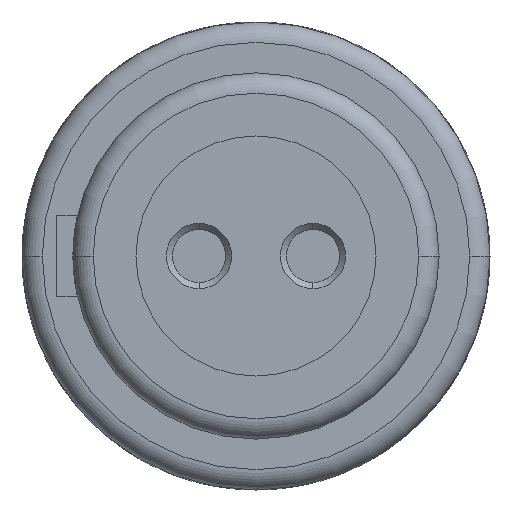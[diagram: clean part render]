
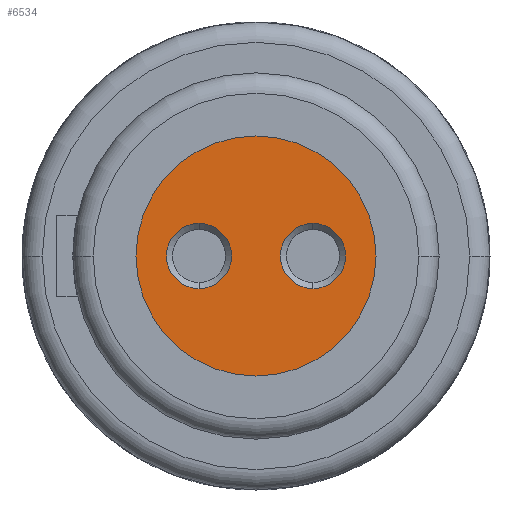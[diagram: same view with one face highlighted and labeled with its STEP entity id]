
A CAD part, left-side view. The second image highlights one B-rep face of the part: STEP entity #6534.
In plain terms, the highlighted planar face has unit normal (-1, 0, 0).
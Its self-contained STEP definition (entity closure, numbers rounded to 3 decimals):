
#3282=CARTESIAN_POINT('',(-11.6,0.,0.));
#3283=DIRECTION('',(-1.,0.,0.));
#3284=DIRECTION('',(0.,1.,0.));
#3285=AXIS2_PLACEMENT_3D('',#3282,#3283,#3284);
#3386=CARTESIAN_POINT('',(-11.6,0.,0.));
#3387=DIRECTION('',(-1.,0.,0.));
#3388=DIRECTION('',(0.,-1.,0.));
#3389=AXIS2_PLACEMENT_3D('',#3386,#3387,#3388);
#3396=CARTESIAN_POINT('',(-11.6,1.4,0.));
#3397=DIRECTION('',(1.,0.,0.));
#3398=DIRECTION('',(0.,0.,-1.));
#3399=AXIS2_PLACEMENT_3D('',#3396,#3397,#3398);
#3401=CARTESIAN_POINT('',(-11.6,1.4,0.));
#3402=DIRECTION('',(1.,0.,0.));
#3403=DIRECTION('',(0.,0.,1.));
#3404=AXIS2_PLACEMENT_3D('',#3401,#3402,#3403);
#3406=CARTESIAN_POINT('',(-11.6,-1.4,0.));
#3407=DIRECTION('',(1.,0.,0.));
#3408=DIRECTION('',(0.,0.,1.));
#3409=AXIS2_PLACEMENT_3D('',#3406,#3407,#3408);
#3411=CARTESIAN_POINT('',(-11.6,-1.4,0.));
#3412=DIRECTION('',(1.,0.,0.));
#3413=DIRECTION('',(0.,0.,-1.));
#3414=AXIS2_PLACEMENT_3D('',#3411,#3412,#3413);
#4129=CARTESIAN_POINT('',(-11.6,-2.95,0.));
#4130=CARTESIAN_POINT('',(-11.6,2.95,0.));
#4131=VERTEX_POINT('',#4129);
#4132=VERTEX_POINT('',#4130);
#4205=CARTESIAN_POINT('',(-11.6,1.4,-0.8));
#4206=CARTESIAN_POINT('',(-11.6,1.4,0.8));
#4207=VERTEX_POINT('',#4205);
#4208=VERTEX_POINT('',#4206);
#4213=CARTESIAN_POINT('',(-11.6,-1.4,0.8));
#4214=CARTESIAN_POINT('',(-11.6,-1.4,-0.8));
#4215=VERTEX_POINT('',#4213);
#4216=VERTEX_POINT('',#4214);
#6513=CARTESIAN_POINT('',(-11.6,0.,0.));
#6514=DIRECTION('',(1.,0.,0.));
#6515=DIRECTION('',(0.,0.,-1.));
#6516=AXIS2_PLACEMENT_3D('',#6513,#6514,#6515);
#6517=PLANE('',#6516);
#6518=ORIENTED_EDGE('',*,*,#6497,.F.);
#6519=ORIENTED_EDGE('',*,*,#6369,.F.);
#6520=EDGE_LOOP('',(#6518,#6519));
#6521=FACE_OUTER_BOUND('',#6520,.F.);
#6523=ORIENTED_EDGE('',*,*,#6522,.F.);
#6525=ORIENTED_EDGE('',*,*,#6524,.F.);
#6526=EDGE_LOOP('',(#6523,#6525));
#6527=FACE_BOUND('',#6526,.F.);
#6529=ORIENTED_EDGE('',*,*,#6528,.F.);
#6531=ORIENTED_EDGE('',*,*,#6530,.F.);
#6532=EDGE_LOOP('',(#6529,#6531));
#6533=FACE_BOUND('',#6532,.F.);
#3286=CIRCLE('',#3285,2.95);
#3390=CIRCLE('',#3389,2.95);
#3400=CIRCLE('',#3399,0.8);
#3405=CIRCLE('',#3404,0.8);
#3410=CIRCLE('',#3409,0.8);
#3415=CIRCLE('',#3414,0.8);
#6369=EDGE_CURVE('',#4132,#4131,#3286,.T.);
#6497=EDGE_CURVE('',#4131,#4132,#3390,.T.);
#6522=EDGE_CURVE('',#4207,#4208,#3400,.T.);
#6524=EDGE_CURVE('',#4208,#4207,#3405,.T.);
#6528=EDGE_CURVE('',#4215,#4216,#3410,.T.);
#6530=EDGE_CURVE('',#4216,#4215,#3415,.T.);
#6534=ADVANCED_FACE('',(#6521,#6527,#6533),#6517,.F.);
